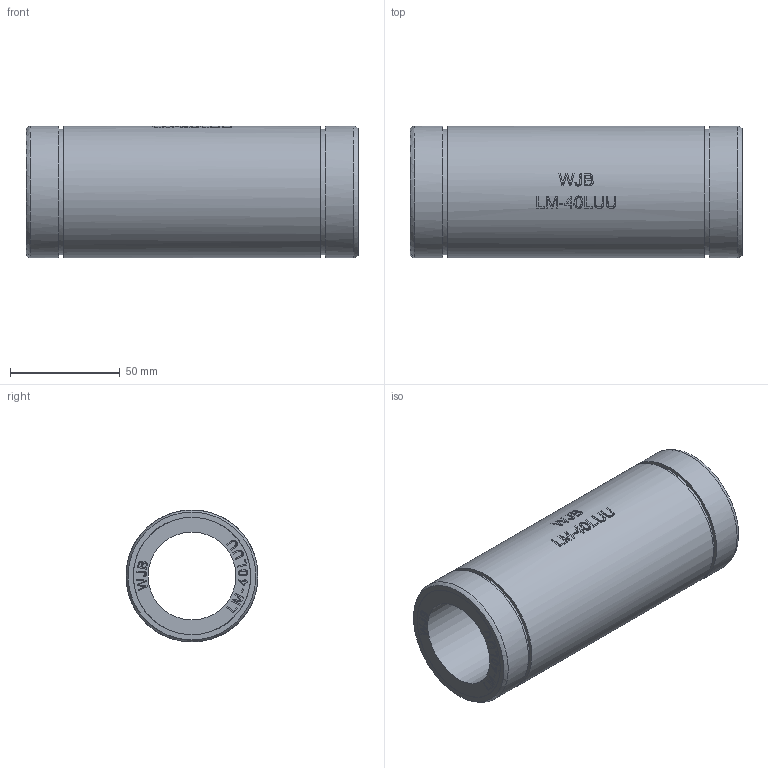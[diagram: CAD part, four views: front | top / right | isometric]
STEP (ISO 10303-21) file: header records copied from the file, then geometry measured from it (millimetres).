
FILE_DESCRIPTION(/* description */ (''),/* implementation_level */ '2;1');
FILE_NAME(/* name */ 'WJB-LM40LUU.stp',/* time_stamp */ '2018-09-04T23:16:31+08:00',/* author */ (''),/* organization */ (''),/* preprocessor_version */ 'ST-DEVELOPER v11',/* originating_system */ 'SIEMENS UGS NX 6.0',/* authorisation */ '');
FILE_SCHEMA (('CONFIG_CONTROL_DESIGN'));
Length unit declared in the file: millimetre
Products named in the file (1): WJB-LM40LUU
Bounding box: 151 x 59.99 x 60 mm (x, y, z)
Volume: 235514.7 mm3; surface area: 51454.7 mm2
Topology: 1 solids, 1 shells, 321 faces, 820 edges, 552 vertices
Faces by surface type: plane 218, extrusion 78, cylinder 23, torus 2
Full cylindrical faces by diameter (mm): 40 x1, 53.4 x2, 57 x2, 60 x3
Entity records: 12245 total; most frequent: CARTESIAN_POINT 4919, ORIENTED_EDGE 1620, DIRECTION 1132, EDGE_CURVE 810, VERTEX_POINT 552, VECTOR 516, LINE 438, B_SPLINE_CURVE_WITH_KNOTS 386
